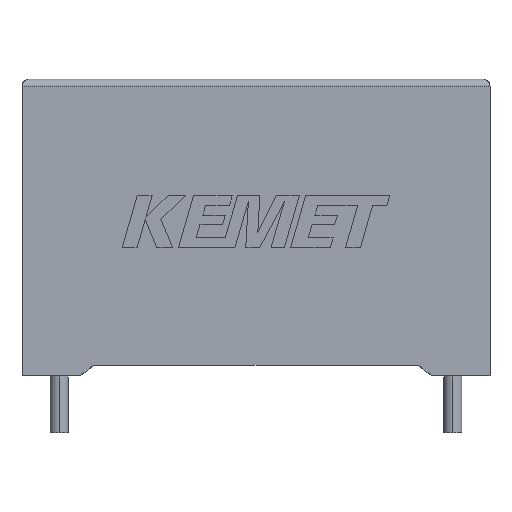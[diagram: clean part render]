
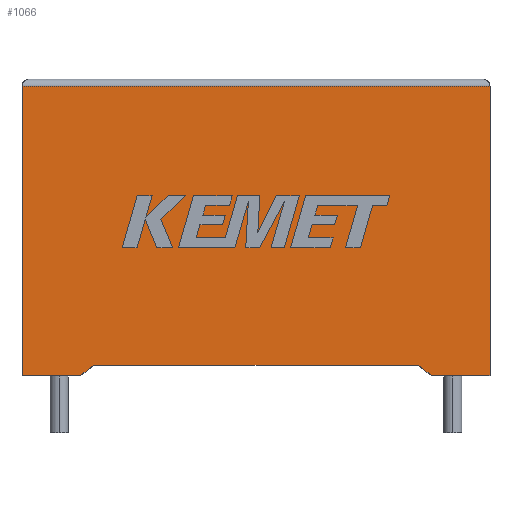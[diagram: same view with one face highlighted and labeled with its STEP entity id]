
A CAD part, top view. The second image highlights one B-rep face of the part: STEP entity #1066.
In plain terms, the highlighted planar face has unit normal (0, 0, 1).
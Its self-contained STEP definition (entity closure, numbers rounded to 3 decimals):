
#61 = DIRECTION ( 'NONE',  ( 0., -1., 0. ) ) ;
#62 = CARTESIAN_POINT ( 'NONE',  ( 4.1, 0., 11.7 ) ) ;
#173 = CARTESIAN_POINT ( 'NONE',  ( 0., 0., 11.7 ) ) ;
#235 = CARTESIAN_POINT ( 'NONE',  ( 28.6, 0., 11.7 ) ) ;
#237 = DIRECTION ( 'NONE',  ( 0.786, -0.618, 0. ) ) ;
#247 = VECTOR ( 'NONE', #2075, 1000. ) ;
#261 = ORIENTED_EDGE ( 'NONE', *, *, #2203, .T. ) ;
#265 = VERTEX_POINT ( 'NONE', #1503 ) ;
#315 = CARTESIAN_POINT ( 'NONE',  ( 32.7, 0., 11.7 ) ) ;
#351 = VECTOR ( 'NONE', #237, 1000. ) ;
#563 = LINE ( 'NONE', #173, #247 ) ;
#589 = CARTESIAN_POINT ( 'NONE',  ( 0., 20.2, 11.7 ) ) ;
#597 = CARTESIAN_POINT ( 'NONE',  ( 0., 0., 11.7 ) ) ;
#724 = EDGE_CURVE ( 'NONE', #2915, #1076, #1398, .T. ) ;
#725 = VECTOR ( 'NONE', #1754, 1000. ) ;
#835 = CARTESIAN_POINT ( 'NONE',  ( 5.008, 0.714, 11.7 ) ) ;
#840 = FACE_OUTER_BOUND ( 'NONE', #1507, .T. ) ;
#884 = DIRECTION ( 'NONE',  ( 0., 0., -1. ) ) ;
#1066 = ADVANCED_FACE ( 'NONE', ( #840 ), #2315, .F. ) ;
#1068 = DIRECTION ( 'NONE',  ( -1., 0., 0. ) ) ;
#1076 = VERTEX_POINT ( 'NONE', #597 ) ;
#1097 = CARTESIAN_POINT ( 'NONE',  ( 27.692, 0.714, 11.7 ) ) ;
#1114 = VECTOR ( 'NONE', #2046, 1000. ) ;
#1182 = EDGE_CURVE ( 'NONE', #1904, #1536, #1692, .T. ) ;
#1190 = LINE ( 'NONE', #1335, #1114 ) ;
#1260 = CARTESIAN_POINT ( 'NONE',  ( 0., 20.2, 11.7 ) ) ;
#1268 = ORIENTED_EDGE ( 'NONE', *, *, #3026, .F. ) ;
#1335 = CARTESIAN_POINT ( 'NONE',  ( 4.1, 0., 11.7 ) ) ;
#1398 = LINE ( 'NONE', #1706, #1505 ) ;
#1420 = VECTOR ( 'NONE', #2546, 1000. ) ;
#1477 = VERTEX_POINT ( 'NONE', #315 ) ;
#1503 = CARTESIAN_POINT ( 'NONE',  ( 32.7, 20.2, 11.7 ) ) ;
#1505 = VECTOR ( 'NONE', #61, 1000. ) ;
#1507 = EDGE_LOOP ( 'NONE', ( #261, #2972, #1544, #2266, #1268, #2123, #1918, #2417 ) ) ;
#1528 = EDGE_CURVE ( 'NONE', #265, #2915, #2974, .T. ) ;
#1536 = VERTEX_POINT ( 'NONE', #835 ) ;
#1544 = ORIENTED_EDGE ( 'NONE', *, *, #724, .T. ) ;
#1692 = LINE ( 'NONE', #3032, #1910 ) ;
#1703 = VERTEX_POINT ( 'NONE', #235 ) ;
#1706 = CARTESIAN_POINT ( 'NONE',  ( 0., 0., 11.7 ) ) ;
#1730 = VECTOR ( 'NONE', #2828, 1000. ) ;
#1754 = DIRECTION ( 'NONE',  ( -1., 0., 0. ) ) ;
#1803 = CARTESIAN_POINT ( 'NONE',  ( 0., 0., 11.7 ) ) ;
#1861 = AXIS2_PLACEMENT_3D ( 'NONE', #1803, #884, #1068 ) ;
#1877 = DIRECTION ( 'NONE',  ( -1., 0., 0. ) ) ;
#1904 = VERTEX_POINT ( 'NONE', #1097 ) ;
#1910 = VECTOR ( 'NONE', #1877, 1000. ) ;
#1918 = ORIENTED_EDGE ( 'NONE', *, *, #1988, .T. ) ;
#1988 = EDGE_CURVE ( 'NONE', #1904, #1703, #2962, .T. ) ;
#2046 = DIRECTION ( 'NONE',  ( -0.786, -0.618, 0. ) ) ;
#2075 = DIRECTION ( 'NONE',  ( 1., 0., 0. ) ) ;
#2123 = ORIENTED_EDGE ( 'NONE', *, *, #1182, .F. ) ;
#2132 = CARTESIAN_POINT ( 'NONE',  ( 28.6, 0., 11.7 ) ) ;
#2194 = CARTESIAN_POINT ( 'NONE',  ( 32.7, 0., 11.7 ) ) ;
#2203 = EDGE_CURVE ( 'NONE', #1477, #265, #2855, .T. ) ;
#2222 = EDGE_CURVE ( 'NONE', #1703, #1477, #563, .T. ) ;
#2266 = ORIENTED_EDGE ( 'NONE', *, *, #2977, .T. ) ;
#2268 = LINE ( 'NONE', #2610, #1730 ) ;
#2315 = PLANE ( 'NONE',  #1861 ) ;
#2417 = ORIENTED_EDGE ( 'NONE', *, *, #2222, .T. ) ;
#2546 = DIRECTION ( 'NONE',  ( 0., 1., 0. ) ) ;
#2610 = CARTESIAN_POINT ( 'NONE',  ( 0., 0., 11.7 ) ) ;
#2785 = VERTEX_POINT ( 'NONE', #62 ) ;
#2828 = DIRECTION ( 'NONE',  ( 1., 0., 0. ) ) ;
#2855 = LINE ( 'NONE', #2194, #1420 ) ;
#2915 = VERTEX_POINT ( 'NONE', #589 ) ;
#2962 = LINE ( 'NONE', #2132, #351 ) ;
#2972 = ORIENTED_EDGE ( 'NONE', *, *, #1528, .T. ) ;
#2974 = LINE ( 'NONE', #1260, #725 ) ;
#2977 = EDGE_CURVE ( 'NONE', #1076, #2785, #2268, .T. ) ;
#3026 = EDGE_CURVE ( 'NONE', #1536, #2785, #1190, .T. ) ;
#3032 = CARTESIAN_POINT ( 'NONE',  ( 16.35, 0.714, 11.7 ) ) ;
